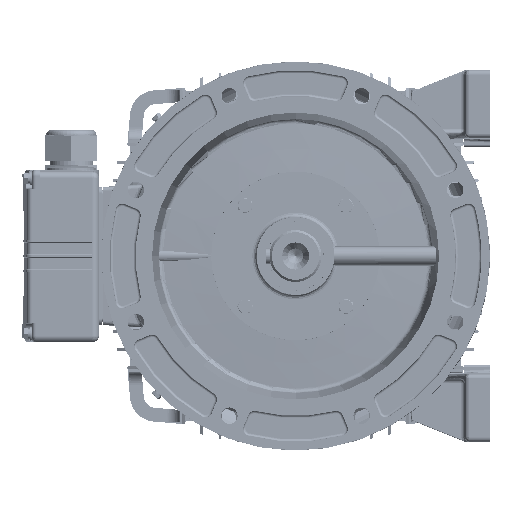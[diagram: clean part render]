
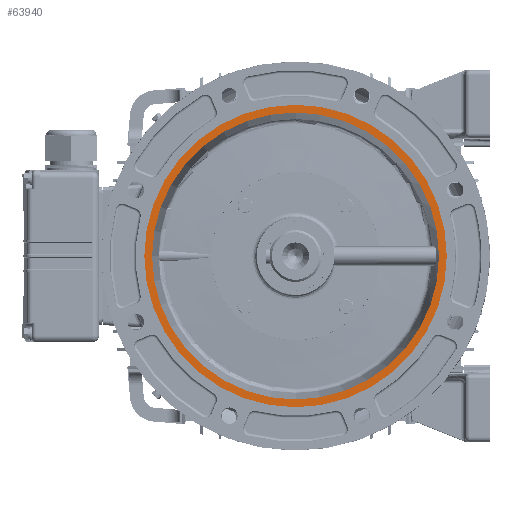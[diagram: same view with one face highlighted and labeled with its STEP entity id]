
A CAD part, left-side view. The second image highlights one B-rep face of the part: STEP entity #63940.
In plain terms, the highlighted planar face has unit normal (-1, 0, 0).
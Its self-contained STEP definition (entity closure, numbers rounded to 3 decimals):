
#8477 = AXIS2_PLACEMENT_3D ( 'NONE', #24600, #24601, #24602 ) ;
#8598 = AXIS2_PLACEMENT_3D ( 'NONE', #32832, #32834, #32836 ) ;
#24600 = CARTESIAN_POINT ( 'NONE',  ( -309.5, 0., 0. ) ) ;
#24601 = DIRECTION ( 'NONE',  ( 1., 0., 0. ) ) ;
#24602 = DIRECTION ( 'NONE',  ( 0., -1., 0. ) ) ;
#32832 = CARTESIAN_POINT ( 'NONE',  ( -309.5, 0., 0. ) ) ;
#32834 = DIRECTION ( 'NONE',  ( 1., 0., 0. ) ) ;
#32836 = DIRECTION ( 'NONE',  ( 0., -1., 0. ) ) ;
#45752 = VERTEX_POINT ( 'NONE', #142318 ) ;
#45753 = VERTEX_POINT ( 'NONE', #142320 ) ;
#45869 = VERTEX_POINT ( 'NONE', #142552 ) ;
#45870 = VERTEX_POINT ( 'NONE', #142554 ) ;
#63459 = AXIS2_PLACEMENT_3D ( 'NONE', #92503, #92507, #92508 ) ;
#63930 = AXIS2_PLACEMENT_3D ( 'NONE', #92948, #92949, #92950 ) ;
#63940 = ADVANCED_FACE ( 'NONE', ( #242351, #242360 ), #239079, .T. ) ;
#80664 = EDGE_CURVE ( 'NONE', #45752, #45753, #228493, .T. ) ;
#80826 = EDGE_CURVE ( 'NONE', #45870, #45869, #228690, .T. ) ;
#82792 = CIRCLE ( 'NONE', #63459, 166. ) ;
#82892 = CIRCLE ( 'NONE', #63930, 175. ) ;
#89677 = EDGE_LOOP ( 'NONE', ( #106723, #106724 ) ) ;
#89681 = EDGE_LOOP ( 'NONE', ( #106721, #106725 ) ) ;
#92503 = CARTESIAN_POINT ( 'NONE',  ( -309.5, 0., 0. ) ) ;
#92507 = DIRECTION ( 'NONE',  ( 1., 0., 0. ) ) ;
#92508 = DIRECTION ( 'NONE',  ( 0., -1., 0. ) ) ;
#92948 = CARTESIAN_POINT ( 'NONE',  ( -309.5, 0., 0. ) ) ;
#92949 = DIRECTION ( 'NONE',  ( 1., 0., 0. ) ) ;
#92950 = DIRECTION ( 'NONE',  ( 0., -1., 0. ) ) ;
#101001 = EDGE_CURVE ( 'NONE', #45869, #45870, #82792, .T. ) ;
#101120 = EDGE_CURVE ( 'NONE', #45753, #45752, #82892, .T. ) ;
#106721 = ORIENTED_EDGE ( 'NONE', *, *, #80826, .T. ) ;
#106723 = ORIENTED_EDGE ( 'NONE', *, *, #101120, .F. ) ;
#106724 = ORIENTED_EDGE ( 'NONE', *, *, #80664, .F. ) ;
#106725 = ORIENTED_EDGE ( 'NONE', *, *, #101001, .T. ) ;
#142318 = CARTESIAN_POINT ( 'NONE',  ( -309.5, 175., 0. ) ) ;
#142320 = CARTESIAN_POINT ( 'NONE',  ( -309.5, -175., 0. ) ) ;
#142552 = CARTESIAN_POINT ( 'NONE',  ( -309.5, 166., 0. ) ) ;
#142554 = CARTESIAN_POINT ( 'NONE',  ( -309.5, -166., 0. ) ) ;
#228493 = CIRCLE ( 'NONE', #8477, 175. ) ;
#228690 = CIRCLE ( 'NONE', #8598, 166. ) ;
#239079 = PLANE ( 'NONE',  #242364 ) ;
#239082 = CARTESIAN_POINT ( 'NONE',  ( -309.5, 0., 0. ) ) ;
#239086 = DIRECTION ( 'NONE',  ( -1., 0., 0. ) ) ;
#239090 = DIRECTION ( 'NONE',  ( 0., -1., 0. ) ) ;
#242351 = FACE_OUTER_BOUND ( 'NONE', #89677, .T. ) ;
#242360 = FACE_BOUND ( 'NONE', #89681, .T. ) ;
#242364 = AXIS2_PLACEMENT_3D ( 'NONE', #239082, #239086, #239090 ) ;
